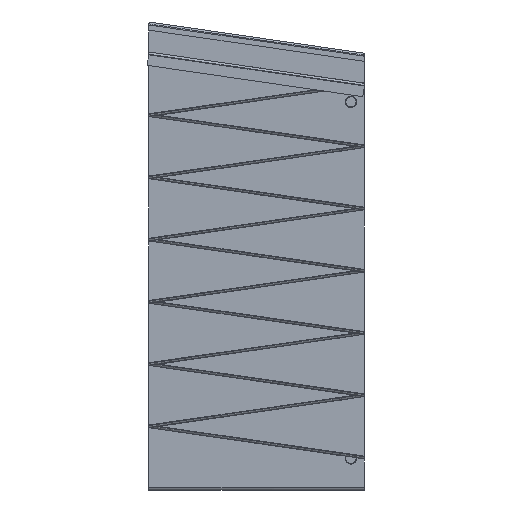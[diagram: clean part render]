
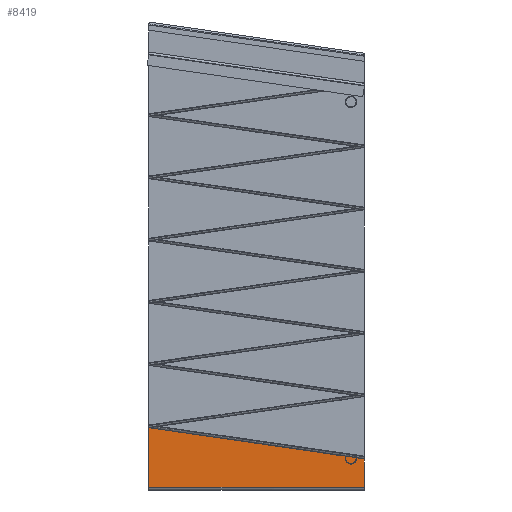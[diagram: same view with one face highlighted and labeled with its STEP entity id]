
A CAD part, front view. The second image highlights one B-rep face of the part: STEP entity #8419.
In plain terms, the highlighted free-form (B-spline) face has degree [1, 1] with [2, 2] control points.
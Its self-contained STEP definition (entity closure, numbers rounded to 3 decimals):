
#8351 = EDGE_CURVE('',#8352,#8354,#8356,.T.);
#8352 = VERTEX_POINT('',#8353);
#8353 = CARTESIAN_POINT('',(523.453,3391.978,
    -2040.301));
#8354 = VERTEX_POINT('',#8355);
#8355 = CARTESIAN_POINT('',(523.453,3391.978,
    -2320.355));
#8356 = B_SPLINE_CURVE_WITH_KNOTS('',1,(#8357,#8358),.UNSPECIFIED.,.F.,
  .F.,(2,2),(0.,214.006),.PIECEWISE_BEZIER_KNOTS.);
#8357 = CARTESIAN_POINT('',(523.453,3391.978,
    -2040.301));
#8358 = CARTESIAN_POINT('',(523.453,3391.978,
    -2320.355));
#8397 = VERTEX_POINT('',#8398);
#8398 = CARTESIAN_POINT('',(-523.453,3391.978,
    -2320.355));
#8403 = EDGE_CURVE('',#8397,#8404,#8406,.T.);
#8404 = VERTEX_POINT('',#8405);
#8405 = CARTESIAN_POINT('',(-523.453,3391.978,
    -1888.506));
#8406 = B_SPLINE_CURVE_WITH_KNOTS('',1,(#8407,#8408),.UNSPECIFIED.,.F.,
  .F.,(2,2),(10.,340.),.PIECEWISE_BEZIER_KNOTS.);
#8407 = CARTESIAN_POINT('',(-523.453,3391.978,
    -2320.355));
#8408 = CARTESIAN_POINT('',(-523.453,3391.978,
    -1888.506));
#8419 = ADVANCED_FACE('',(#8420,#8450,#8480,#8510),#8524,.F.);
#8420 = FACE_BOUND('',#8421,.T.);
#8421 = EDGE_LOOP('',(#8422,#8431,#8438,#8445));
#8422 = ORIENTED_EDGE('',*,*,#8423,.F.);
#8423 = EDGE_CURVE('',#8424,#8426,#8428,.T.);
#8424 = VERTEX_POINT('',#8425);
#8425 = CARTESIAN_POINT('',(376.528,3391.978,
    -2149.788));
#8426 = VERTEX_POINT('',#8427);
#8427 = CARTESIAN_POINT('',(374.838,3391.978,
    -2161.444));
#8428 = B_SPLINE_CURVE_WITH_KNOTS('',1,(#8429,#8430),.UNSPECIFIED.,.F.,
  .F.,(2,2),(0.,9.),.PIECEWISE_BEZIER_KNOTS.);
#8429 = CARTESIAN_POINT('',(376.528,3391.978,
    -2149.788));
#8430 = CARTESIAN_POINT('',(374.838,3391.978,
    -2161.444));
#8431 = ORIENTED_EDGE('',*,*,#8432,.F.);
#8432 = EDGE_CURVE('',#8433,#8424,#8435,.T.);
#8433 = VERTEX_POINT('',#8434);
#8434 = CARTESIAN_POINT('',(416.676,3391.978,
    -2155.609));
#8435 = B_SPLINE_CURVE_WITH_KNOTS('',1,(#8436,#8437),.UNSPECIFIED.,.F.,
  .F.,(2,2),(-31.,0.),.PIECEWISE_BEZIER_KNOTS.);
#8436 = CARTESIAN_POINT('',(416.676,3391.978,
    -2155.609));
#8437 = CARTESIAN_POINT('',(376.528,3391.978,
    -2149.788));
#8438 = ORIENTED_EDGE('',*,*,#8439,.F.);
#8439 = EDGE_CURVE('',#8440,#8433,#8442,.T.);
#8440 = VERTEX_POINT('',#8441);
#8441 = CARTESIAN_POINT('',(414.986,3391.978,
    -2167.265));
#8442 = B_SPLINE_CURVE_WITH_KNOTS('',1,(#8443,#8444),.UNSPECIFIED.,.F.,
  .F.,(2,2),(-9.,0.),.PIECEWISE_BEZIER_KNOTS.);
#8443 = CARTESIAN_POINT('',(414.986,3391.978,
    -2167.265));
#8444 = CARTESIAN_POINT('',(416.676,3391.978,
    -2155.609));
#8445 = ORIENTED_EDGE('',*,*,#8446,.F.);
#8446 = EDGE_CURVE('',#8426,#8440,#8447,.T.);
#8447 = B_SPLINE_CURVE_WITH_KNOTS('',1,(#8448,#8449),.UNSPECIFIED.,.F.,
  .F.,(2,2),(0.,31.),.PIECEWISE_BEZIER_KNOTS.);
#8448 = CARTESIAN_POINT('',(374.838,3391.978,
    -2161.444));
#8449 = CARTESIAN_POINT('',(414.986,3391.978,
    -2167.265));
#8450 = FACE_BOUND('',#8451,.T.);
#8451 = EDGE_LOOP('',(#8452,#8461,#8468,#8475));
#8452 = ORIENTED_EDGE('',*,*,#8453,.F.);
#8453 = EDGE_CURVE('',#8454,#8456,#8458,.T.);
#8454 = VERTEX_POINT('',#8455);
#8455 = CARTESIAN_POINT('',(-18.475,3391.978,
    -2092.515));
#8456 = VERTEX_POINT('',#8457);
#8457 = CARTESIAN_POINT('',(-20.165,3391.978,
    -2104.171));
#8458 = B_SPLINE_CURVE_WITH_KNOTS('',1,(#8459,#8460),.UNSPECIFIED.,.F.,
  .F.,(2,2),(0.,9.),.PIECEWISE_BEZIER_KNOTS.);
#8459 = CARTESIAN_POINT('',(-18.475,3391.978,
    -2092.515));
#8460 = CARTESIAN_POINT('',(-20.165,3391.978,
    -2104.171));
#8461 = ORIENTED_EDGE('',*,*,#8462,.F.);
#8462 = EDGE_CURVE('',#8463,#8454,#8465,.T.);
#8463 = VERTEX_POINT('',#8464);
#8464 = CARTESIAN_POINT('',(21.673,3391.978,
    -2098.336));
#8465 = B_SPLINE_CURVE_WITH_KNOTS('',1,(#8466,#8467),.UNSPECIFIED.,.F.,
  .F.,(2,2),(-31.,0.),.PIECEWISE_BEZIER_KNOTS.);
#8466 = CARTESIAN_POINT('',(21.673,3391.978,
    -2098.336));
#8467 = CARTESIAN_POINT('',(-18.475,3391.978,
    -2092.515));
#8468 = ORIENTED_EDGE('',*,*,#8469,.F.);
#8469 = EDGE_CURVE('',#8470,#8463,#8472,.T.);
#8470 = VERTEX_POINT('',#8471);
#8471 = CARTESIAN_POINT('',(19.983,3391.978,
    -2109.992));
#8472 = B_SPLINE_CURVE_WITH_KNOTS('',1,(#8473,#8474),.UNSPECIFIED.,.F.,
  .F.,(2,2),(-9.,0.),.PIECEWISE_BEZIER_KNOTS.);
#8473 = CARTESIAN_POINT('',(19.983,3391.978,
    -2109.992));
#8474 = CARTESIAN_POINT('',(21.673,3391.978,
    -2098.336));
#8475 = ORIENTED_EDGE('',*,*,#8476,.F.);
#8476 = EDGE_CURVE('',#8456,#8470,#8477,.T.);
#8477 = B_SPLINE_CURVE_WITH_KNOTS('',1,(#8478,#8479),.UNSPECIFIED.,.F.,
  .F.,(2,2),(0.,31.),.PIECEWISE_BEZIER_KNOTS.);
#8478 = CARTESIAN_POINT('',(-20.165,3391.978,
    -2104.171));
#8479 = CARTESIAN_POINT('',(19.983,3391.978,
    -2109.992));
#8480 = FACE_BOUND('',#8481,.T.);
#8481 = EDGE_LOOP('',(#8482,#8491,#8498,#8505));
#8482 = ORIENTED_EDGE('',*,*,#8483,.F.);
#8483 = EDGE_CURVE('',#8484,#8486,#8488,.T.);
#8484 = VERTEX_POINT('',#8485);
#8485 = CARTESIAN_POINT('',(-413.478,3391.978,
    -2035.243));
#8486 = VERTEX_POINT('',#8487);
#8487 = CARTESIAN_POINT('',(-415.168,3391.978,
    -2046.898));
#8488 = B_SPLINE_CURVE_WITH_KNOTS('',1,(#8489,#8490),.UNSPECIFIED.,.F.,
  .F.,(2,2),(0.,9.),.PIECEWISE_BEZIER_KNOTS.);
#8489 = CARTESIAN_POINT('',(-413.478,3391.978,
    -2035.243));
#8490 = CARTESIAN_POINT('',(-415.168,3391.978,
    -2046.898));
#8491 = ORIENTED_EDGE('',*,*,#8492,.F.);
#8492 = EDGE_CURVE('',#8493,#8484,#8495,.T.);
#8493 = VERTEX_POINT('',#8494);
#8494 = CARTESIAN_POINT('',(-373.33,3391.978,
    -2041.064));
#8495 = B_SPLINE_CURVE_WITH_KNOTS('',1,(#8496,#8497),.UNSPECIFIED.,.F.,
  .F.,(2,2),(-31.,0.),.PIECEWISE_BEZIER_KNOTS.);
#8496 = CARTESIAN_POINT('',(-373.33,3391.978,
    -2041.064));
#8497 = CARTESIAN_POINT('',(-413.478,3391.978,
    -2035.243));
#8498 = ORIENTED_EDGE('',*,*,#8499,.F.);
#8499 = EDGE_CURVE('',#8500,#8493,#8502,.T.);
#8500 = VERTEX_POINT('',#8501);
#8501 = CARTESIAN_POINT('',(-375.02,3391.978,
    -2052.72));
#8502 = B_SPLINE_CURVE_WITH_KNOTS('',1,(#8503,#8504),.UNSPECIFIED.,.F.,
  .F.,(2,2),(-9.,0.),.PIECEWISE_BEZIER_KNOTS.);
#8503 = CARTESIAN_POINT('',(-375.02,3391.978,
    -2052.72));
#8504 = CARTESIAN_POINT('',(-373.33,3391.978,
    -2041.064));
#8505 = ORIENTED_EDGE('',*,*,#8506,.F.);
#8506 = EDGE_CURVE('',#8486,#8500,#8507,.T.);
#8507 = B_SPLINE_CURVE_WITH_KNOTS('',1,(#8508,#8509),.UNSPECIFIED.,.F.,
  .F.,(2,2),(0.,31.),.PIECEWISE_BEZIER_KNOTS.);
#8508 = CARTESIAN_POINT('',(-415.168,3391.978,
    -2046.898));
#8509 = CARTESIAN_POINT('',(-375.02,3391.978,
    -2052.72));
#8510 = FACE_BOUND('',#8511,.T.);
#8511 = EDGE_LOOP('',(#8512,#8517,#8518,#8523));
#8512 = ORIENTED_EDGE('',*,*,#8513,.T.);
#8513 = EDGE_CURVE('',#8397,#8354,#8514,.T.);
#8514 = B_SPLINE_CURVE_WITH_KNOTS('',1,(#8515,#8516),.UNSPECIFIED.,.F.,
  .F.,(2,2),(-0.,800.),.PIECEWISE_BEZIER_KNOTS.);
#8515 = CARTESIAN_POINT('',(-523.453,3391.978,
    -2320.355));
#8516 = CARTESIAN_POINT('',(523.453,3391.978,
    -2320.355));
#8517 = ORIENTED_EDGE('',*,*,#8351,.F.);
#8518 = ORIENTED_EDGE('',*,*,#8519,.F.);
#8519 = EDGE_CURVE('',#8404,#8352,#8520,.T.);
#8520 = B_SPLINE_CURVE_WITH_KNOTS('',1,(#8521,#8522),.UNSPECIFIED.,.F.,
  .F.,(2,2),(0.,808.365),.PIECEWISE_BEZIER_KNOTS.);
#8521 = CARTESIAN_POINT('',(-523.453,3391.978,
    -1888.506));
#8522 = CARTESIAN_POINT('',(523.453,3391.978,
    -2040.301));
#8523 = ORIENTED_EDGE('',*,*,#8403,.F.);
#8524 = B_SPLINE_SURFACE_WITH_KNOTS('',1,1,(
    (#8525,#8526)
    ,(#8527,#8528
    )),.UNSPECIFIED.,.F.,.F.,.F.,(2,2),(2,2),(-170.,160.),(-400.,400.),
  .PIECEWISE_BEZIER_KNOTS.);
#8525 = CARTESIAN_POINT('',(523.453,3391.978,
    -1888.506));
#8526 = CARTESIAN_POINT('',(-523.453,3391.978,
    -1888.506));
#8527 = CARTESIAN_POINT('',(523.453,3391.978,
    -2320.355));
#8528 = CARTESIAN_POINT('',(-523.453,3391.978,
    -2320.355));
